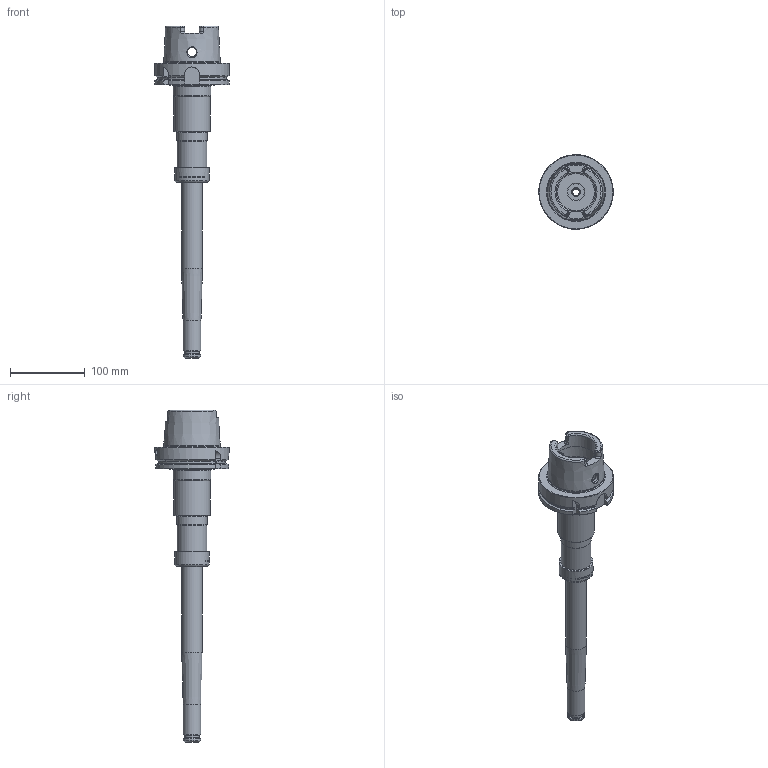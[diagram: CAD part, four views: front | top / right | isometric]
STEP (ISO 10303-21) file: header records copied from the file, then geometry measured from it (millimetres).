
FILE_DESCRIPTION(/* description */ (''),/* implementation_level */ '2;1');
FILE_NAME(/* name */ '888573230.stp',/* time_stamp */ '2023-03-15T12:23:41',/* author */ ('Ratnasingam Jekanthan'),/* organization */ ('REGO-FIX'),/* preprocessor_version */ ' Unknown',/* originating_system */ 'SIEMENS PLM Software Solid Edge ST10',/* authorization */ 'Unknown');
FILE_SCHEMA (('AUTOMOTIVE_DESIGN { 1 0 10303 214 2 1 1}'));
Length unit declared in the file: millimetre
Products named in the file (1): NOCUT
Bounding box: 100 x 100 x 445.5 mm (x, y, z)
Volume: 549126.8 mm3; surface area: 108944.1 mm2
Topology: 1 solids, 3 shells, 201 faces, 485 edges, 303 vertices
Faces by surface type: cone 55, cylinder 54, plane 53, torus 39
Full cylindrical faces by diameter (mm): 8.5 x1, 9 x1, 10 x2, 12 x3, 13 x1, 15 x1, 19.5 x1, 22.376 x1, 23.8 x1, 24 x2, 24.7 x1, 25 x2, 28 x1, 29 x1, 33 x1, 34 x1, 38.376 x1, 40 x1, 40.05 x1, 40.5 x1, 43.3 x1, 45.65 x1, 49 x1, 50.5 x1, 53 x2, 63 x1, 75.459 x1, 100 x1
Entity records: 6753 total; most frequent: CARTESIAN_POINT 1236, DIRECTION 874, ORIENTED_EDGE 698, AXIS2_PLACEMENT_3D 393, EDGE_CURVE 349, EDGE_LOOP 326, FACE_BOUND 326, VERTEX_POINT 269
